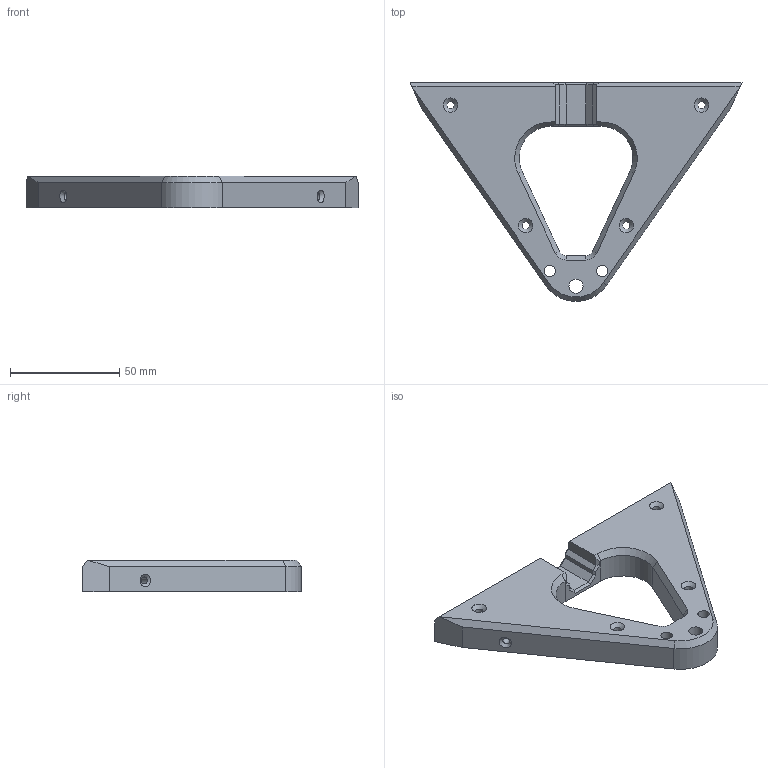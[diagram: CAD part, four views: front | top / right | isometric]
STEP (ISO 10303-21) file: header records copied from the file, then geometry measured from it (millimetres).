
FILE_DESCRIPTION(/* description */ (''),/* implementation_level */ '2;1');
FILE_NAME(/* name */ 'BED_HOLDER_MAIN_V01.step',/* time_stamp */ '2023-01-15T00:40:43+01:00',/* author */ (''),/* organization */ (''),/* preprocessor_version */ 'ST-DEVELOPER v19.2',/* originating_system */ 'Autodesk Translation Framework v11.17.0.187',/* authorisation */ '');
FILE_SCHEMA (('AUTOMOTIVE_DESIGN { 1 0 10303 214 3 1 1 }'));
Length unit declared in the file: millimetre
Products named in the file (1): BED_HOLDER_MAIN_V01_PR
Bounding box: 152 x 100.12 x 14.5 mm (x, y, z)
Volume: 70663.3 mm3; surface area: 25127.7 mm2
Topology: 1 solids, 1 shells, 99 faces, 266 edges, 168 vertices
Faces by surface type: plane 68, cylinder 16, cone 15
Full cylindrical faces by diameter (mm): 3.2 x4, 3.4 x4, 5.2 x2, 6.5 x1
Entity records: 3127 total; most frequent: CARTESIAN_POINT 548, ORIENTED_EDGE 528, DIRECTION 513, EDGE_CURVE 264, LINE 207, VECTOR 207, VERTEX_POINT 168, AXIS2_PLACEMENT_3D 153
